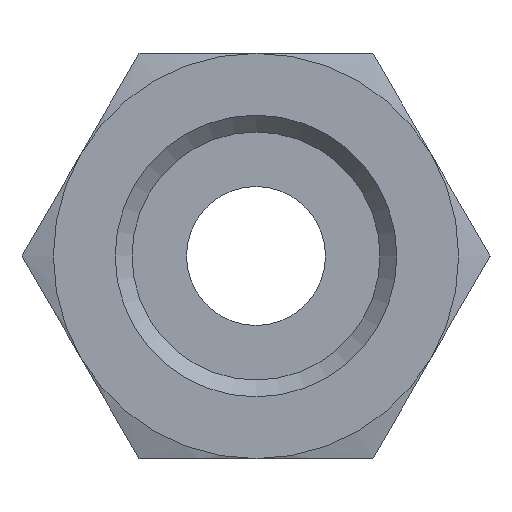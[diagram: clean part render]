
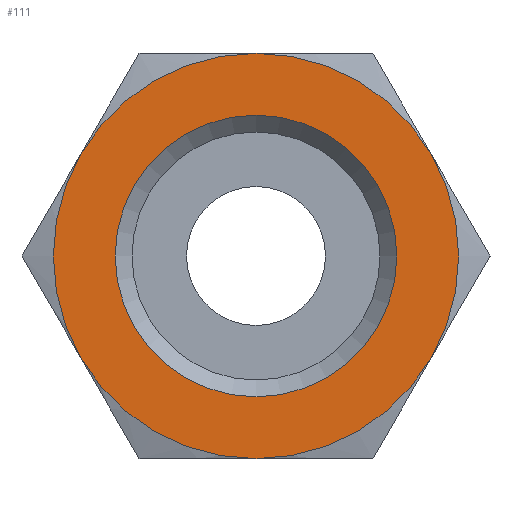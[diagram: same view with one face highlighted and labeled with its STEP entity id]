
A CAD part, left-side view. The second image highlights one B-rep face of the part: STEP entity #111.
In plain terms, the highlighted planar face has unit normal (-1, 0, 0).
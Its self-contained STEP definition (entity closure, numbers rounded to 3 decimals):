
#111 = ADVANCED_FACE( '', ( #203, #204 ), #205, .F. );
#203 = FACE_OUTER_BOUND( '', #323, .T. );
#204 = FACE_BOUND( '', #324, .T. );
#205 = PLANE( '', #325 );
#323 = EDGE_LOOP( '', ( #621, #622, #623, #624, #625, #626 ) );
#324 = EDGE_LOOP( '', ( #627 ) );
#325 = AXIS2_PLACEMENT_3D( '', #628, #629, #630 );
#621 = ORIENTED_EDGE( '', *, *, #805, .F. );
#622 = ORIENTED_EDGE( '', *, *, #804, .F. );
#623 = ORIENTED_EDGE( '', *, *, #803, .F. );
#624 = ORIENTED_EDGE( '', *, *, #802, .F. );
#625 = ORIENTED_EDGE( '', *, *, #806, .F. );
#626 = ORIENTED_EDGE( '', *, *, #801, .F. );
#627 = ORIENTED_EDGE( '', *, *, #807, .T. );
#628 = CARTESIAN_POINT( '', ( 0., 0., 0. ) );
#629 = DIRECTION( '', ( 1., 0., 0. ) );
#630 = DIRECTION( '', ( 0., 0., -1. ) );
#801 = EDGE_CURVE( '', #881, #872, #950, .T. );
#802 = EDGE_CURVE( '', #890, #899, #951, .T. );
#803 = EDGE_CURVE( '', #899, #947, #952, .T. );
#804 = EDGE_CURVE( '', #947, #944, #953, .T. );
#805 = EDGE_CURVE( '', #944, #881, #954, .T. );
#806 = EDGE_CURVE( '', #872, #890, #955, .T. );
#807 = EDGE_CURVE( '', #956, #956, #957, .T. );
#872 = VERTEX_POINT( '', #1099 );
#881 = VERTEX_POINT( '', #1123 );
#890 = VERTEX_POINT( '', #1145 );
#899 = VERTEX_POINT( '', #1167 );
#944 = VERTEX_POINT( '', #1262 );
#947 = VERTEX_POINT( '', #1271 );
#950 = CIRCLE( '', #1282, 7. );
#951 = CIRCLE( '', #1283, 7. );
#952 = CIRCLE( '', #1284, 7. );
#953 = CIRCLE( '', #1285, 7. );
#954 = CIRCLE( '', #1286, 7. );
#955 = CIRCLE( '', #1287, 7. );
#956 = VERTEX_POINT( '', #1288 );
#957 = CIRCLE( '', #1289, 4.864 );
#1099 = CARTESIAN_POINT( '', ( 0., 0., 7. ) );
#1123 = CARTESIAN_POINT( '', ( 0., 6.062, 3.5 ) );
#1145 = CARTESIAN_POINT( '', ( 0., -6.062, 3.5 ) );
#1167 = CARTESIAN_POINT( '', ( 0., -6.062, -3.5 ) );
#1262 = CARTESIAN_POINT( '', ( 0., 6.062, -3.5 ) );
#1271 = CARTESIAN_POINT( '', ( 0., 0., -7. ) );
#1282 = AXIS2_PLACEMENT_3D( '', #1385, #1386, #1387 );
#1283 = AXIS2_PLACEMENT_3D( '', #1388, #1389, #1390 );
#1284 = AXIS2_PLACEMENT_3D( '', #1391, #1392, #1393 );
#1285 = AXIS2_PLACEMENT_3D( '', #1394, #1395, #1396 );
#1286 = AXIS2_PLACEMENT_3D( '', #1397, #1398, #1399 );
#1287 = AXIS2_PLACEMENT_3D( '', #1400, #1401, #1402 );
#1288 = CARTESIAN_POINT( '', ( 0., 0., -4.864 ) );
#1289 = AXIS2_PLACEMENT_3D( '', #1403, #1404, #1405 );
#1385 = CARTESIAN_POINT( '', ( 0., 0., 0. ) );
#1386 = DIRECTION( '', ( 1., 0., 0. ) );
#1387 = DIRECTION( '', ( 0., 0., -1. ) );
#1388 = CARTESIAN_POINT( '', ( 0., 0., 0. ) );
#1389 = DIRECTION( '', ( 1., 0., 0. ) );
#1390 = DIRECTION( '', ( 0., 0., -1. ) );
#1391 = CARTESIAN_POINT( '', ( 0., 0., 0. ) );
#1392 = DIRECTION( '', ( 1., 0., 0. ) );
#1393 = DIRECTION( '', ( 0., 0., -1. ) );
#1394 = CARTESIAN_POINT( '', ( 0., 0., 0. ) );
#1395 = DIRECTION( '', ( 1., 0., 0. ) );
#1396 = DIRECTION( '', ( 0., 0., -1. ) );
#1397 = CARTESIAN_POINT( '', ( 0., 0., 0. ) );
#1398 = DIRECTION( '', ( 1., 0., 0. ) );
#1399 = DIRECTION( '', ( 0., 0., -1. ) );
#1400 = CARTESIAN_POINT( '', ( 0., 0., 0. ) );
#1401 = DIRECTION( '', ( 1., 0., 0. ) );
#1402 = DIRECTION( '', ( 0., 0., -1. ) );
#1403 = CARTESIAN_POINT( '', ( 0., 0., 0. ) );
#1404 = DIRECTION( '', ( 1., 0., 0. ) );
#1405 = DIRECTION( '', ( 0., 0., -1. ) );
